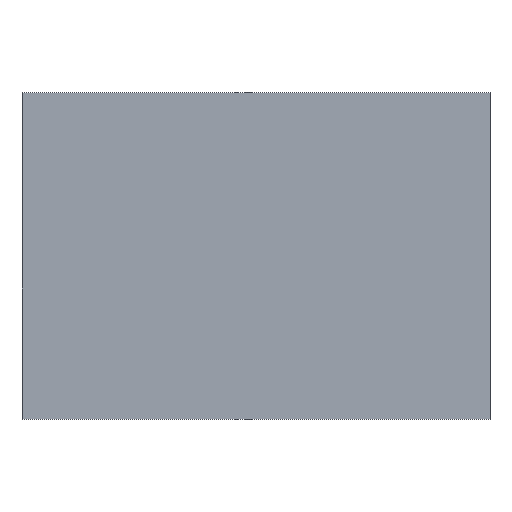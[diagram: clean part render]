
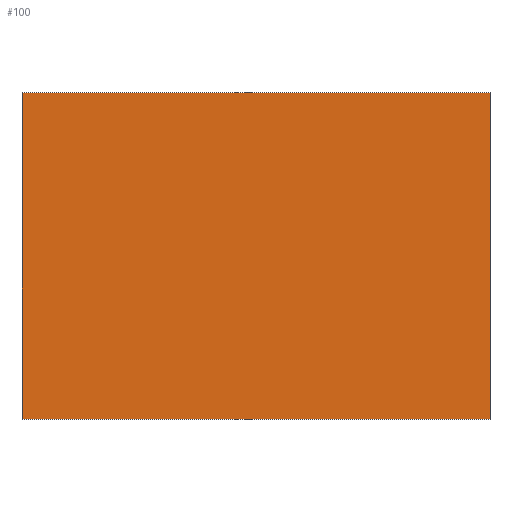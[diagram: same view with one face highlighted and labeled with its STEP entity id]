
A CAD part, top view. The second image highlights one B-rep face of the part: STEP entity #100.
In plain terms, the highlighted planar face has unit normal (0, 0, 1).
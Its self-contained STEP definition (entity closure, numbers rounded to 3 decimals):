
#100=ADVANCED_FACE('',(#224),#225,.T.);
#224=FACE_OUTER_BOUND('',#367,.T.);
#225=PLANE('',#368);
#367=EDGE_LOOP('',(#561,#562,#563,#564));
#368=AXIS2_PLACEMENT_3D('',#565,#566,#567);
#561=ORIENTED_EDGE('',*,*,#761,.F.);
#562=ORIENTED_EDGE('',*,*,#733,.F.);
#563=ORIENTED_EDGE('',*,*,#762,.F.);
#564=ORIENTED_EDGE('',*,*,#763,.F.);
#565=CARTESIAN_POINT('',(-278.0,24.0,397.5));
#566=DIRECTION('',(0.0,0.0,1.0));
#567=DIRECTION('',(-1.0,0.0,0.0));
#733=EDGE_CURVE('',#853,#851,#855,.T.);
#761=EDGE_CURVE('',#851,#896,#897,.T.);
#762=EDGE_CURVE('',#898,#853,#899,.T.);
#763=EDGE_CURVE('',#896,#898,#900,.T.);
#851=VERTEX_POINT('',#1186);
#853=VERTEX_POINT('',#1189);
#855=LINE('',#1192,#1193);
#896=VERTEX_POINT('',#1296);
#897=LINE('',#1297,#1298);
#898=VERTEX_POINT('',#1299);
#899=LINE('',#1300,#1301);
#900=LINE('',#1302,#1303);
#1186=CARTESIAN_POINT('',(-68.5,170.0,397.5));
#1189=CARTESIAN_POINT('',(-487.5,170.0,397.5));
#1192=CARTESIAN_POINT('',(-278.0,170.0,397.5));
#1193=VECTOR('',#1410,1.0);
#1296=CARTESIAN_POINT('',(-68.5,-122.0,397.5));
#1297=CARTESIAN_POINT('',(-68.5,24.0,397.5));
#1298=VECTOR('',#1447,1.0);
#1299=CARTESIAN_POINT('',(-487.5,-122.0,397.5));
#1300=CARTESIAN_POINT('',(-487.5,24.0,397.5));
#1301=VECTOR('',#1448,1.0);
#1302=CARTESIAN_POINT('',(-278.0,-122.0,397.5));
#1303=VECTOR('',#1449,1.0);
#1410=DIRECTION('',(1.0,0.0,0.0));
#1447=DIRECTION('',(0.0,-1.0,0.0));
#1448=DIRECTION('',(0.0,1.0,0.0));
#1449=DIRECTION('',(-1.0,0.0,0.0));
